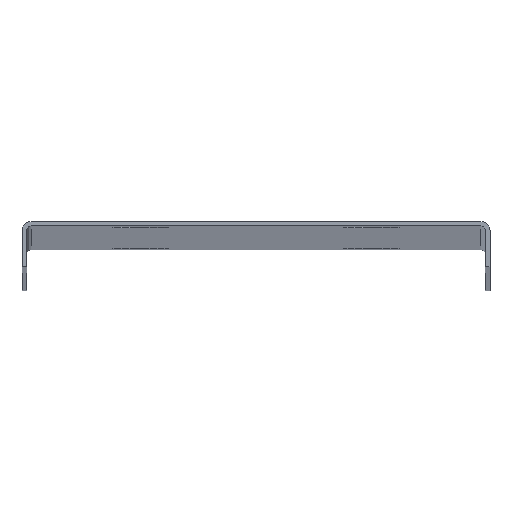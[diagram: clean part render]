
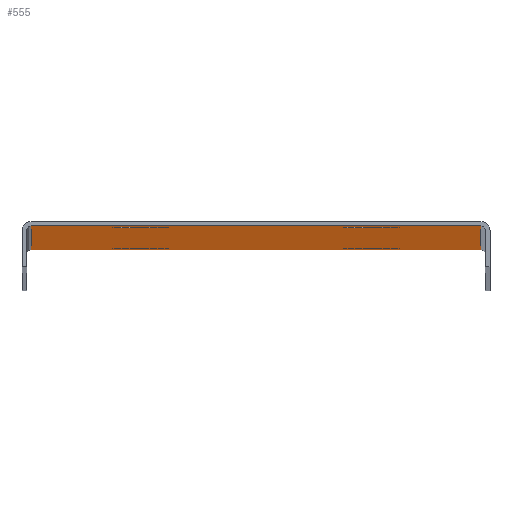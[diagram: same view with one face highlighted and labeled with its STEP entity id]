
A CAD part, top view. The second image highlights one B-rep face of the part: STEP entity #555.
In plain terms, the highlighted planar face has unit normal (0, -1, 0).
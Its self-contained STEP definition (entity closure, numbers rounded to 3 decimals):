
#36=DIRECTION('',(1.,0.,0.));
#37=VECTOR('',#36,99.);
#38=CARTESIAN_POINT('',(-49.5,9.,-1500.));
#39=LINE('',#38,#37);
#65=DIRECTION('',(0.,0.,1.));
#66=VECTOR('',#65,3000.);
#67=CARTESIAN_POINT('',(49.5,9.,-1500.));
#68=LINE('',#67,#66);
#69=DIRECTION('',(0.,0.,1.));
#70=VECTOR('',#69,3000.);
#71=CARTESIAN_POINT('',(-49.5,9.,-1500.));
#72=LINE('',#71,#70);
#73=CARTESIAN_POINT('',(25.5,9.,1300.));
#74=DIRECTION('',(0.,-1.,0.));
#75=DIRECTION('',(1.,0.,0.));
#76=AXIS2_PLACEMENT_3D('',#73,#74,#75);
#78=CARTESIAN_POINT('',(25.5,9.,1300.));
#79=DIRECTION('',(0.,-1.,0.));
#80=DIRECTION('',(-1.,0.,0.));
#81=AXIS2_PLACEMENT_3D('',#78,#79,#80);
#83=CARTESIAN_POINT('',(25.5,9.,0.));
#84=DIRECTION('',(0.,-1.,0.));
#85=DIRECTION('',(1.,0.,0.));
#86=AXIS2_PLACEMENT_3D('',#83,#84,#85);
#88=CARTESIAN_POINT('',(25.5,9.,0.));
#89=DIRECTION('',(0.,-1.,0.));
#90=DIRECTION('',(-1.,0.,0.));
#91=AXIS2_PLACEMENT_3D('',#88,#89,#90);
#93=CARTESIAN_POINT('',(25.5,9.,-1300.));
#94=DIRECTION('',(0.,-1.,0.));
#95=DIRECTION('',(1.,0.,0.));
#96=AXIS2_PLACEMENT_3D('',#93,#94,#95);
#98=CARTESIAN_POINT('',(25.5,9.,-1300.));
#99=DIRECTION('',(0.,-1.,0.));
#100=DIRECTION('',(-1.,0.,0.));
#101=AXIS2_PLACEMENT_3D('',#98,#99,#100);
#103=CARTESIAN_POINT('',(-25.5,9.,1300.));
#104=DIRECTION('',(0.,1.,0.));
#105=DIRECTION('',(-1.,0.,0.));
#106=AXIS2_PLACEMENT_3D('',#103,#104,#105);
#108=CARTESIAN_POINT('',(-25.5,9.,1300.));
#109=DIRECTION('',(0.,1.,0.));
#110=DIRECTION('',(1.,0.,0.));
#111=AXIS2_PLACEMENT_3D('',#108,#109,#110);
#113=CARTESIAN_POINT('',(-25.5,9.,0.));
#114=DIRECTION('',(0.,1.,0.));
#115=DIRECTION('',(-1.,0.,0.));
#116=AXIS2_PLACEMENT_3D('',#113,#114,#115);
#118=CARTESIAN_POINT('',(-25.5,9.,0.));
#119=DIRECTION('',(0.,1.,0.));
#120=DIRECTION('',(1.,0.,0.));
#121=AXIS2_PLACEMENT_3D('',#118,#119,#120);
#123=CARTESIAN_POINT('',(-25.5,9.,-1300.));
#124=DIRECTION('',(0.,1.,0.));
#125=DIRECTION('',(-1.,0.,0.));
#126=AXIS2_PLACEMENT_3D('',#123,#124,#125);
#128=CARTESIAN_POINT('',(-25.5,9.,-1300.));
#129=DIRECTION('',(0.,1.,0.));
#130=DIRECTION('',(1.,0.,0.));
#131=AXIS2_PLACEMENT_3D('',#128,#129,#130);
#238=DIRECTION('',(1.,0.,0.));
#239=VECTOR('',#238,99.);
#240=CARTESIAN_POINT('',(-49.5,9.,1500.));
#241=LINE('',#240,#239);
#337=CARTESIAN_POINT('',(-49.5,9.,-1500.));
#338=VERTEX_POINT('',#337);
#339=CARTESIAN_POINT('',(49.5,9.,-1500.));
#340=VERTEX_POINT('',#339);
#361=CARTESIAN_POINT('',(-49.5,9.,1500.));
#362=VERTEX_POINT('',#361);
#363=CARTESIAN_POINT('',(49.5,9.,1500.));
#364=VERTEX_POINT('',#363);
#373=CARTESIAN_POINT('',(31.65,9.,1300.));
#374=CARTESIAN_POINT('',(19.35,9.,1300.));
#375=VERTEX_POINT('',#373);
#376=VERTEX_POINT('',#374);
#381=CARTESIAN_POINT('',(31.65,9.,0.));
#382=CARTESIAN_POINT('',(19.35,9.,0.));
#383=VERTEX_POINT('',#381);
#384=VERTEX_POINT('',#382);
#389=CARTESIAN_POINT('',(31.65,9.,-1300.));
#390=CARTESIAN_POINT('',(19.35,9.,-1300.));
#391=VERTEX_POINT('',#389);
#392=VERTEX_POINT('',#390);
#394=CARTESIAN_POINT('',(-31.65,9.,1300.));
#396=VERTEX_POINT('',#394);
#398=CARTESIAN_POINT('',(-19.35,9.,1300.));
#400=VERTEX_POINT('',#398);
#402=CARTESIAN_POINT('',(-31.65,9.,0.));
#404=VERTEX_POINT('',#402);
#406=CARTESIAN_POINT('',(-19.35,9.,0.));
#408=VERTEX_POINT('',#406);
#410=CARTESIAN_POINT('',(-31.65,9.,-1300.));
#412=VERTEX_POINT('',#410);
#414=CARTESIAN_POINT('',(-19.35,9.,-1300.));
#416=VERTEX_POINT('',#414);
#506=CARTESIAN_POINT('',(-49.5,9.,-1500.));
#507=DIRECTION('',(0.,-1.,0.));
#508=DIRECTION('',(1.,0.,0.));
#509=AXIS2_PLACEMENT_3D('',#506,#507,#508);
#510=PLANE('',#509);
#511=ORIENTED_EDGE('',*,*,#438,.F.);
#513=ORIENTED_EDGE('',*,*,#512,.T.);
#515=ORIENTED_EDGE('',*,*,#514,.T.);
#516=ORIENTED_EDGE('',*,*,#498,.F.);
#517=EDGE_LOOP('',(#511,#513,#515,#516));
#518=FACE_OUTER_BOUND('',#517,.F.);
#520=ORIENTED_EDGE('',*,*,#519,.T.);
#522=ORIENTED_EDGE('',*,*,#521,.T.);
#523=EDGE_LOOP('',(#520,#522));
#524=FACE_BOUND('',#523,.F.);
#526=ORIENTED_EDGE('',*,*,#525,.T.);
#528=ORIENTED_EDGE('',*,*,#527,.T.);
#529=EDGE_LOOP('',(#526,#528));
#530=FACE_BOUND('',#529,.F.);
#532=ORIENTED_EDGE('',*,*,#531,.T.);
#534=ORIENTED_EDGE('',*,*,#533,.T.);
#535=EDGE_LOOP('',(#532,#534));
#536=FACE_BOUND('',#535,.F.);
#538=ORIENTED_EDGE('',*,*,#537,.F.);
#540=ORIENTED_EDGE('',*,*,#539,.F.);
#541=EDGE_LOOP('',(#538,#540));
#542=FACE_BOUND('',#541,.F.);
#544=ORIENTED_EDGE('',*,*,#543,.F.);
#546=ORIENTED_EDGE('',*,*,#545,.F.);
#547=EDGE_LOOP('',(#544,#546));
#548=FACE_BOUND('',#547,.F.);
#550=ORIENTED_EDGE('',*,*,#549,.F.);
#552=ORIENTED_EDGE('',*,*,#551,.F.);
#553=EDGE_LOOP('',(#550,#552));
#554=FACE_BOUND('',#553,.F.);
#555=ADVANCED_FACE('',(#518,#524,#530,#536,#542,#548,#554),#510,.T.);
#77=CIRCLE('',#76,6.15);
#82=CIRCLE('',#81,6.15);
#87=CIRCLE('',#86,6.15);
#92=CIRCLE('',#91,6.15);
#97=CIRCLE('',#96,6.15);
#102=CIRCLE('',#101,6.15);
#107=CIRCLE('',#106,6.15);
#112=CIRCLE('',#111,6.15);
#117=CIRCLE('',#116,6.15);
#122=CIRCLE('',#121,6.15);
#127=CIRCLE('',#126,6.15);
#132=CIRCLE('',#131,6.15);
#438=EDGE_CURVE('',#338,#340,#39,.T.);
#498=EDGE_CURVE('',#340,#364,#68,.T.);
#512=EDGE_CURVE('',#338,#362,#72,.T.);
#514=EDGE_CURVE('',#362,#364,#241,.T.);
#519=EDGE_CURVE('',#375,#376,#77,.T.);
#521=EDGE_CURVE('',#376,#375,#82,.T.);
#525=EDGE_CURVE('',#383,#384,#87,.T.);
#527=EDGE_CURVE('',#384,#383,#92,.T.);
#531=EDGE_CURVE('',#391,#392,#97,.T.);
#533=EDGE_CURVE('',#392,#391,#102,.T.);
#537=EDGE_CURVE('',#396,#400,#107,.T.);
#539=EDGE_CURVE('',#400,#396,#112,.T.);
#543=EDGE_CURVE('',#404,#408,#117,.T.);
#545=EDGE_CURVE('',#408,#404,#122,.T.);
#549=EDGE_CURVE('',#412,#416,#127,.T.);
#551=EDGE_CURVE('',#416,#412,#132,.T.);
